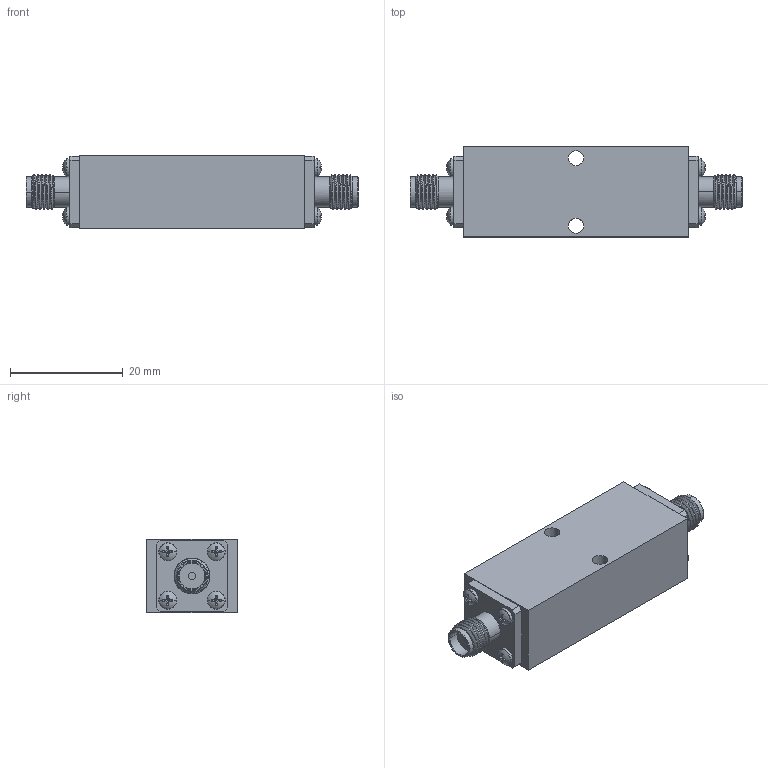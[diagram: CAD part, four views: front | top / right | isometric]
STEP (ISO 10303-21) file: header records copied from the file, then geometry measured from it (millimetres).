
FILE_DESCRIPTION (( 'STEP AP214' ), '1' );
FILE_NAME ('CF-NA-JX1.STEP', '2024-12-19T00:14:57', ( '' ), ( '' ), 'SwSTEP 2.0', 'SolidWorks 2021', '' );
FILE_SCHEMA (( 'AUTOMOTIVE_DESIGN' ));
Length unit declared in the file: inch
Products named in the file (1): CF-NA-JX1
Bounding box: 59 x 16 x 13 mm (x, y, z)
Volume: 9184.3 mm3; surface area: 4923 mm2
Topology: 11 solids, 11 shells, 412 faces, 1010 edges, 636 vertices
Faces by surface type: plane 160, cylinder 104, bspline 48, cone 44, torus 40, sphere 16
Entity records: 20770 total; most frequent: CARTESIAN_POINT 5657, ORIENTED_EDGE 2004, DIRECTION 1980, EDGE_CURVE 1002, AXIS2_PLACEMENT_3D 777, VERTEX_POINT 636, EDGE_LOOP 456, LINE 426
